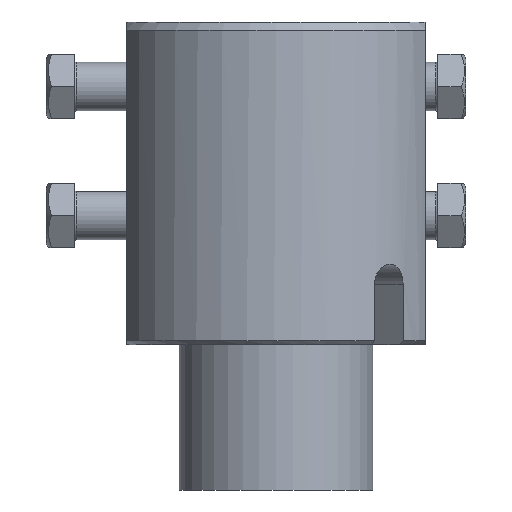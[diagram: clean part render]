
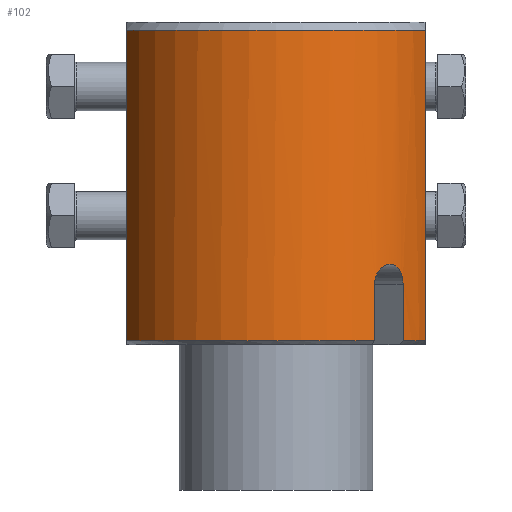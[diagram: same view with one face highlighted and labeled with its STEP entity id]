
A CAD part, front view. The second image highlights one B-rep face of the part: STEP entity #102.
In plain terms, the highlighted cylindrical face has radius 19.9 mm (diameter 39.8 mm), a partial arc.
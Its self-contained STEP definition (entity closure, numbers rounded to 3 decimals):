
#48=CYLINDRICAL_SURFACE('',#1039,19.9);
#57=FACE_OUTER_BOUND('',#423,.T.);
#102=ADVANCED_FACE('',(#57),#48,.T.);
#202=LINE('',#1383,#267);
#208=LINE('',#1430,#273);
#212=LINE('',#1460,#277);
#213=LINE('',#1473,#278);
#267=VECTOR('',#1117,1.);
#273=VECTOR('',#1129,1.);
#277=VECTOR('',#1167,1.);
#278=VECTOR('',#1168,1.);
#339=B_SPLINE_CURVE_WITH_KNOTS('',3,(#1462,#1463,#1464,#1465,#1466,#1467,
#1468,#1469,#1470,#1471),.UNSPECIFIED.,.F.,.F.,(4,2,2,2,4),(0.,0.25,0.5,
0.75,1.),.UNSPECIFIED.);
#423=EDGE_LOOP('',(#537,#538,#539,#540,#541,#542,#543,#544));
#537=ORIENTED_EDGE('',*,*,#887,.T.);
#538=ORIENTED_EDGE('',*,*,#859,.T.);
#539=ORIENTED_EDGE('',*,*,#888,.T.);
#540=ORIENTED_EDGE('',*,*,#873,.T.);
#541=ORIENTED_EDGE('',*,*,#889,.T.);
#542=ORIENTED_EDGE('',*,*,#890,.F.);
#543=ORIENTED_EDGE('',*,*,#891,.F.);
#544=ORIENTED_EDGE('',*,*,#892,.F.);
#765=VERTEX_POINT('',#1382);
#766=VERTEX_POINT('',#1384);
#773=VERTEX_POINT('',#1408);
#779=VERTEX_POINT('',#1429);
#787=VERTEX_POINT('',#1456);
#788=VERTEX_POINT('',#1459);
#789=VERTEX_POINT('',#1461);
#790=VERTEX_POINT('',#1472);
#859=EDGE_CURVE('',#766,#765,#202,.T.);
#873=EDGE_CURVE('',#773,#779,#208,.T.);
#887=EDGE_CURVE('',#787,#766,#999,.T.);
#888=EDGE_CURVE('',#765,#773,#1000,.T.);
#889=EDGE_CURVE('',#779,#788,#1001,.T.);
#890=EDGE_CURVE('',#789,#788,#212,.T.);
#891=EDGE_CURVE('',#790,#789,#339,.T.);
#892=EDGE_CURVE('',#787,#790,#213,.T.);
#999=CIRCLE('',#1036,19.9);
#1000=CIRCLE('',#1037,19.9);
#1001=CIRCLE('',#1038,19.9);
#1036=AXIS2_PLACEMENT_3D('',#1455,#1161,#1162);
#1037=AXIS2_PLACEMENT_3D('',#1457,#1163,#1164);
#1038=AXIS2_PLACEMENT_3D('',#1458,#1165,#1166);
#1039=AXIS2_PLACEMENT_3D('',#1474,#1169,#1170);
#1117=DIRECTION('',(0.,0.,1.));
#1129=DIRECTION('',(0.,0.,-1.));
#1161=DIRECTION('',(0.,0.,1.));
#1162=DIRECTION('',(-1.,0.,0.));
#1163=DIRECTION('',(0.,0.,-1.));
#1164=DIRECTION('',(1.,0.,0.));
#1165=DIRECTION('',(0.,0.,1.));
#1166=DIRECTION('',(-1.,0.,0.));
#1167=DIRECTION('',(0.,0.,-1.));
#1168=DIRECTION('',(0.,0.,1.));
#1169=DIRECTION('',(0.,0.,1.));
#1170=DIRECTION('',(1.,0.,0.));
#1382=CARTESIAN_POINT('',(18.5,-7.332,39.));
#1383=CARTESIAN_POINT('',(18.5,-7.332,40.));
#1384=CARTESIAN_POINT('',(18.5,-7.332,0.5));
#1408=CARTESIAN_POINT('',(-18.5,-7.332,39.));
#1429=CARTESIAN_POINT('',(-18.5,-7.332,0.5));
#1430=CARTESIAN_POINT('',(-18.5,-7.332,40.));
#1455=CARTESIAN_POINT('',(0.,0.,0.5));
#1456=CARTESIAN_POINT('',(15.728,-12.192,0.5));
#1457=CARTESIAN_POINT('',(0.,0.,39.));
#1458=CARTESIAN_POINT('',(0.,0.,0.5));
#1459=CARTESIAN_POINT('',(12.192,-15.728,0.5));
#1460=CARTESIAN_POINT('',(12.192,-15.728,40.));
#1461=CARTESIAN_POINT('',(12.192,-15.728,7.5));
#1462=CARTESIAN_POINT('',(15.728,-12.192,7.5));
#1463=CARTESIAN_POINT('',(15.728,-12.192,8.161));
#1464=CARTESIAN_POINT('',(15.562,-12.411,8.807));
#1465=CARTESIAN_POINT('',(14.969,-13.121,9.728));
#1466=CARTESIAN_POINT('',(14.534,-13.609,10.));
#1467=CARTESIAN_POINT('',(13.611,-14.532,10.));
#1468=CARTESIAN_POINT('',(13.126,-14.964,9.735));
#1469=CARTESIAN_POINT('',(12.407,-15.566,8.803));
#1470=CARTESIAN_POINT('',(12.192,-15.728,8.161));
#1471=CARTESIAN_POINT('',(12.192,-15.728,7.5));
#1472=CARTESIAN_POINT('',(15.728,-12.192,7.5));
#1473=CARTESIAN_POINT('',(15.728,-12.192,40.));
#1474=CARTESIAN_POINT('',(0.,0.,40.));
